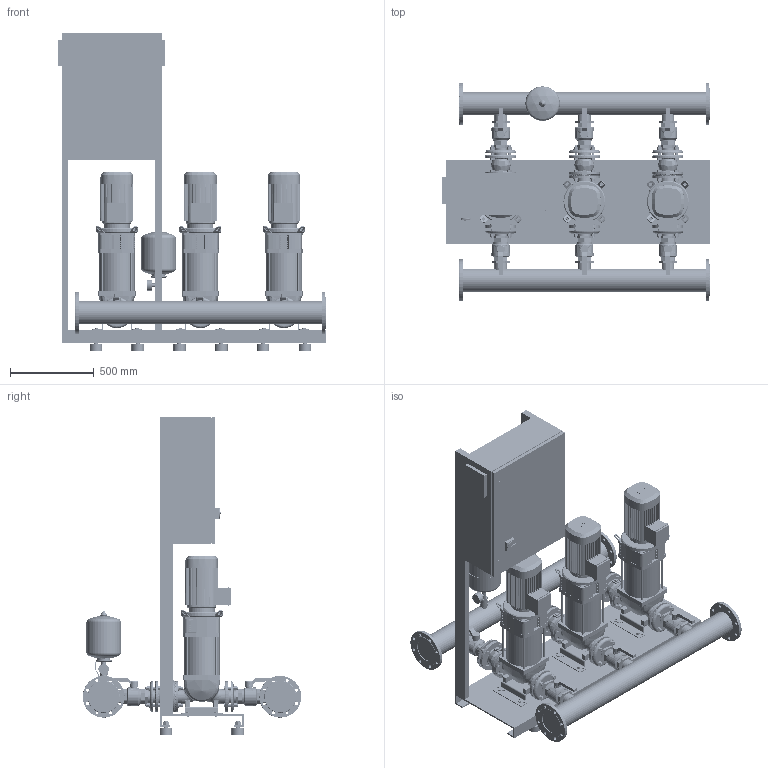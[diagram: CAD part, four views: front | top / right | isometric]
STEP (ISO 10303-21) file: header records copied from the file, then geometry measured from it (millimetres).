
FILE_DESCRIPTION((''),'2;1');
FILE_NAME('3d_COR-3HELIXV3602_2_K_CC-01-2530631.stp','2016-01-22T14:02:44',(''),(''),'Mechanical Desktop 2009','Mechanical Desktop 2009',', , ');
FILE_SCHEMA(('CONFIG_CONTROL_DESIGN'));
Length unit declared in the file: millimetre
Products named in the file (1): Product
Bounding box: 1600 x 1307 x 1905 mm (x, y, z)
Volume: 314017337.3 mm3; surface area: 15348899.1 mm2
Topology: 185 solids, 185 shells, 5611 faces, 14342 edges, 9293 vertices
Faces by surface type: bspline 2060, plane 2026, cylinder 1141, cone 208, torus 174, sphere 2
Entity records: 197018 total; most frequent: CARTESIAN_POINT 63563, ORIENTED_EDGE 28616, DIRECTION 25903, EDGE_CURVE 14308, VERTEX_POINT 9281, AXIS2_PLACEMENT_3D 8720, VECTOR 8463, LINE 8463
